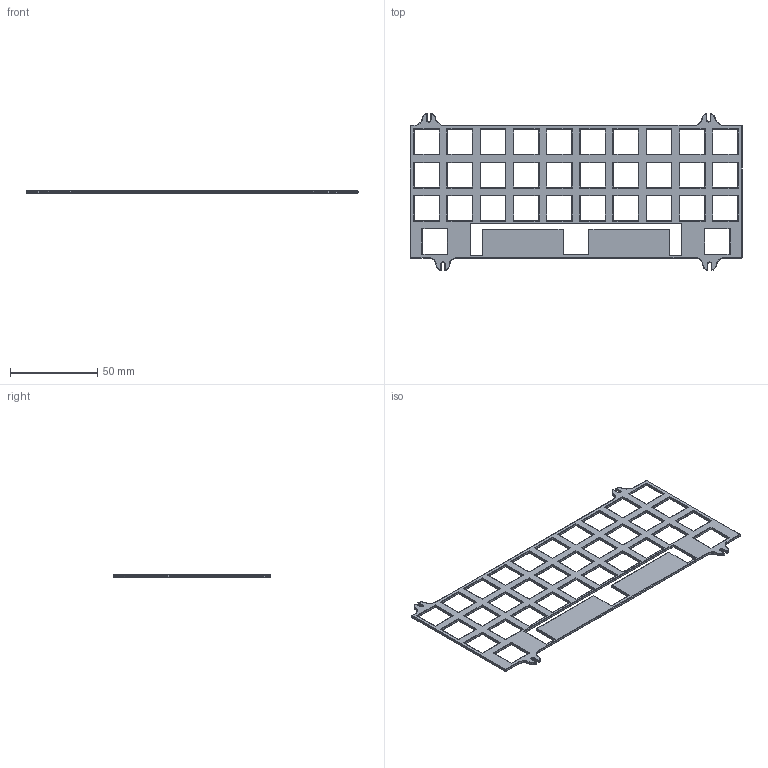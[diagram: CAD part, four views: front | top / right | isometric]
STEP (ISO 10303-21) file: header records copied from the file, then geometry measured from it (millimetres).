
FILE_DESCRIPTION(/* description */ ('','CAx-IF Rec.Pracs.---Representation and Presentation of Product Manufacturing Information (PMI)---4.0---2014-10-13'),/* implementation_level */ '2;1');
FILE_NAME(/* name */ '7U plate 1.5mm.step',/* time_stamp */ '2024-12-05T10:22:04+02:00',/* author */ (''),/* organization */ (''),/* preprocessor_version */ 'ST-DEVELOPER v20',/* originating_system */ 'Autodesk Translation Framework v13.20.0.188',/* authorisation */ '');
FILE_SCHEMA (('AP242_MANAGED_MODEL_BASED_3D_ENGINEERING_MIM_LF { 1 0 10303 442 1 1 4 }'));
Length unit declared in the file: millimetre
Products named in the file (1): 7U plate 1.5mm
Bounding box: 190.5 x 90.25 x 1.5 mm (x, y, z)
Volume: 10838.5 mm3; surface area: 18122.5 mm2
Topology: 1 solids, 1 shells, 575 faces, 1316 edges, 743 vertices
Faces by surface type: cylinder 342, plane 161, bspline 24, torus 24, sphere 24
Entity records: 17996 total; most frequent: CARTESIAN_POINT 4952, DIRECTION 2775, ORIENTED_EDGE 2632, EDGE_CURVE 1316, AXIS2_PLACEMENT_3D 974, LINE 827, VECTOR 827, VERTEX_POINT 743
